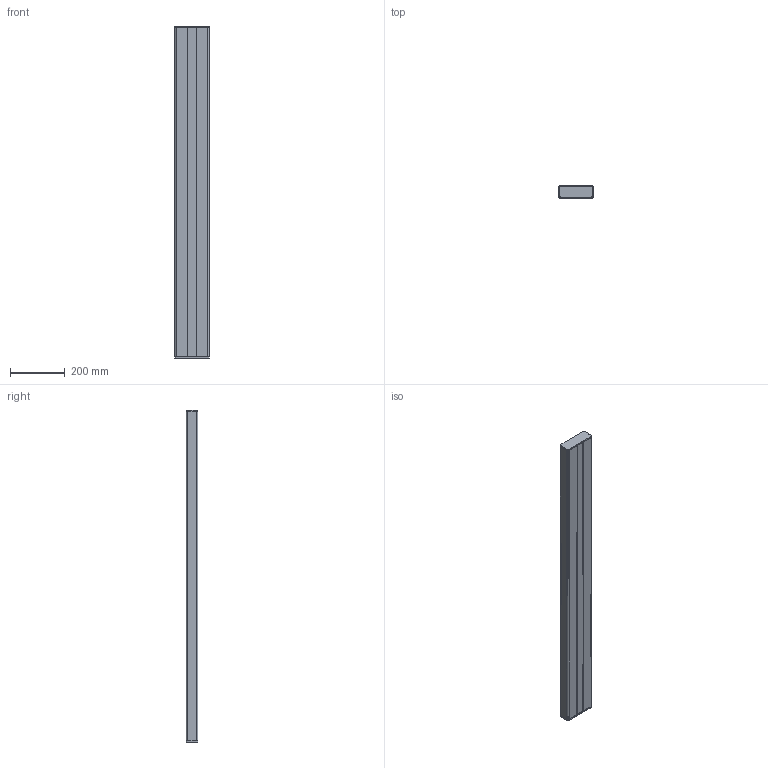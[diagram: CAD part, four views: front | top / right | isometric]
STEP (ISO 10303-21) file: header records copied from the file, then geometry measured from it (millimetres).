
FILE_DESCRIPTION (( 'STEP AP214' ), '1' );
FILE_NAME ('Linear IndiviLED DIRECT 1200 G2.STEP', '2024-01-11T10:20:27', ( '' ), ( '' ), 'SwSTEP 2.0', 'SolidWorks 2022', '' );
FILE_SCHEMA (( 'AUTOMOTIVE_DESIGN' ));
Length unit declared in the file: millimetre
Products named in the file (1): Linear IndiviLED DIRECT 1200 G2
Bounding box: 125 x 43 x 1210 mm (x, y, z)
Volume: 900072.5 mm3; surface area: 1158925.9 mm2
Topology: 15 solids, 15 shells, 626 faces, 1660 edges, 1112 vertices
Faces by surface type: bspline 320, plane 234, torus 40, cone 18, cylinder 14
Entity records: 81482 total; most frequent: CARTESIAN_POINT 61647, ORIENTED_EDGE 3240, EDGE_CURVE 1620, DIRECTION 1370, VERTEX_POINT 1112, B_SPLINE_CURVE_WITH_KNOTS 1008, EDGE_LOOP 798, FACE_OUTER_BOUND 666
